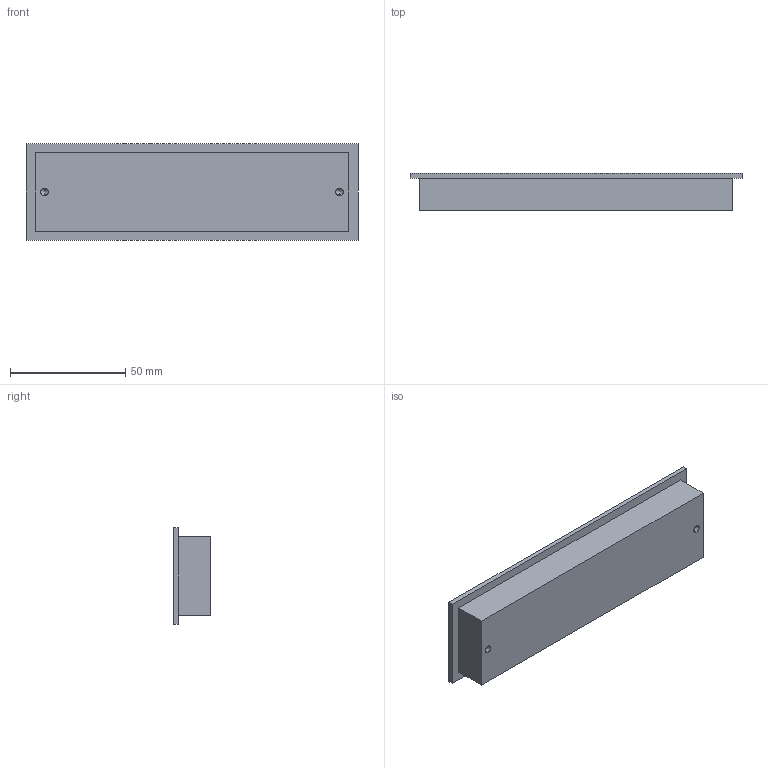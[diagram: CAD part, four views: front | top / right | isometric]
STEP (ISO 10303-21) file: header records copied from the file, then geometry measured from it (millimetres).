
FILE_DESCRIPTION (( 'STEP AP214' ), '1' );
FILE_NAME ('F001784,F001787,F002631_3D.step', '2022-07-07T08:05:39', ( '' ), ( '' ), 'SwSTEP 2.0', 'SolidWorks 2020', '' );
FILE_SCHEMA (( 'AUTOMOTIVE_DESIGN' ));
Length unit declared in the file: millimetre
Products named in the file (1): F001784,F001787,F002631_3D
Bounding box: 144 x 16 x 42 mm (x, y, z)
Volume: 20879.8 mm3; surface area: 25050.3 mm2
Topology: 1 solids, 1 shells, 33 faces, 80 edges, 50 vertices
Faces by surface type: plane 21, cylinder 8, cone 4
Entity records: 1008 total; most frequent: CARTESIAN_POINT 160, DIRECTION 160, ORIENTED_EDGE 152, EDGE_CURVE 76, LINE 60, VECTOR 60, AXIS2_PLACEMENT_3D 50, VERTEX_POINT 50
